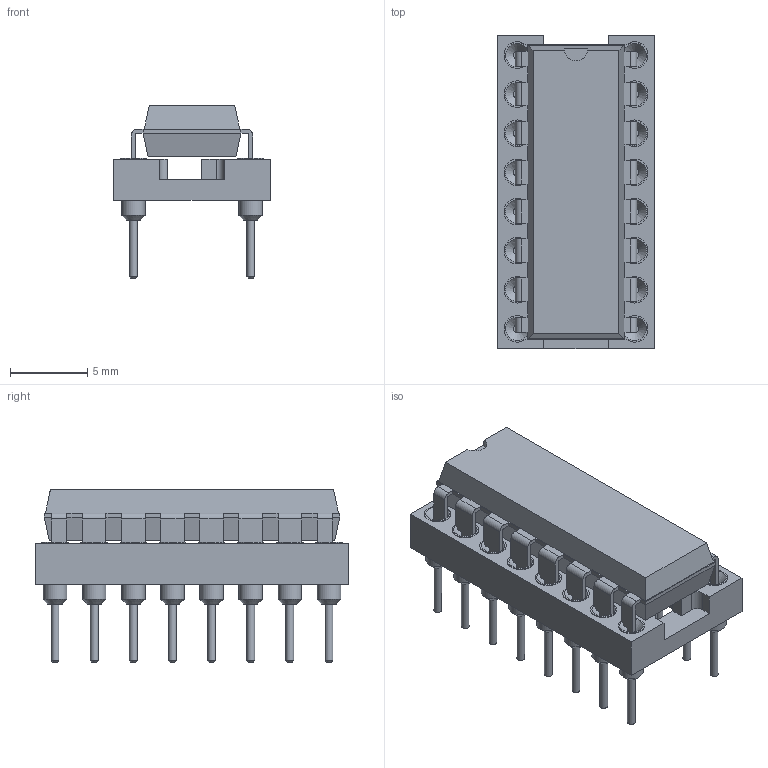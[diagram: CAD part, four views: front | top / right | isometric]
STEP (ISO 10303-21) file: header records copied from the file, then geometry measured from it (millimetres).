
FILE_DESCRIPTION(('FreeCAD Model'),'2;1');
FILE_NAME('DIP_16_W762mm_Socket_sp.step', '2018-12-31T15:14:42',('kicad StepUp'),('ksu MCAD'), 'Open CASCADE STEP processor 7.2','FreeCAD','Unknown');
FILE_SCHEMA(('AUTOMOTIVE_DESIGN { 1 0 10303 214 1 1 1 1 }'));
Length unit declared in the file: millimetre
Products named in the file (1): DIP_16_W762mm_Socket_sp
Bounding box: 10.16 x 20.32 x 11.21 mm (x, y, z)
Volume: 788.5 mm3; surface area: 1365.1 mm2
Topology: 1 solids, 1 shells, 579 faces, 1674 edges, 1089 vertices
Faces by surface type: plane 330, cylinder 173, cone 48, bspline 28
Full cylindrical faces by diameter (mm): 0.508 x16, 1.524 x16, 1.724 x16
Entity records: 23696 total; most frequent: CARTESIAN_POINT 3743, DIRECTION 3411, ORIENTED_EDGE 3348, EDGE_CURVE 1674, AXIS2_PLACEMENT_3D 1204, VERTEX_POINT 1089, LINE 1003, VECTOR 1003
